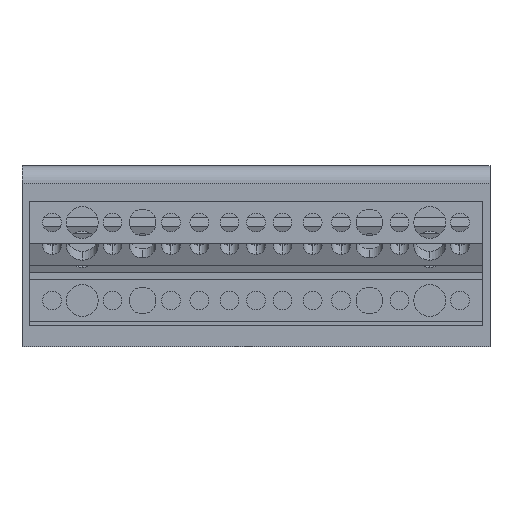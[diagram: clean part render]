
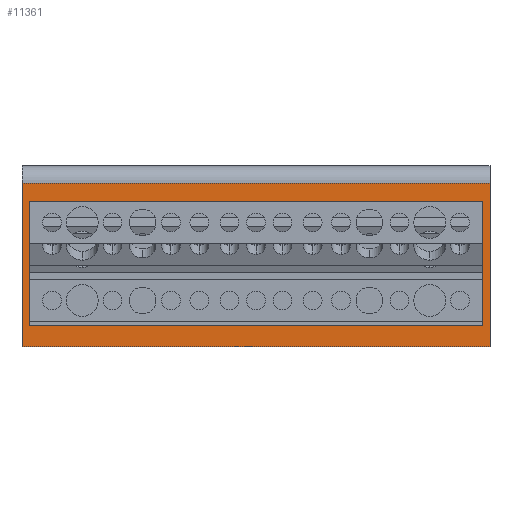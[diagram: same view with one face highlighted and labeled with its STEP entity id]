
A CAD part, front view. The second image highlights one B-rep face of the part: STEP entity #11361.
In plain terms, the highlighted planar face has unit normal (0, -1, 0).
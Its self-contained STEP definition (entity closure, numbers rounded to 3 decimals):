
#113 = DIRECTION ( 'NONE',  ( -1., 0., 0. ) ) ;
#472 = DIRECTION ( 'NONE',  ( 0., 0., 1. ) ) ;
#474 = ORIENTED_EDGE ( 'NONE', *, *, #477, .T. ) ;
#477 = EDGE_CURVE ( 'NONE', #3679, #6493, #10922, .T. ) ;
#496 = CARTESIAN_POINT ( 'NONE',  ( 66., -42.5, 46. ) ) ;
#1210 = DIRECTION ( 'NONE',  ( 0., 0., -1. ) ) ;
#1223 = VERTEX_POINT ( 'NONE', #2542 ) ;
#1591 = VECTOR ( 'NONE', #12676, 1000. ) ;
#1787 = VERTEX_POINT ( 'NONE', #496 ) ;
#2193 = CARTESIAN_POINT ( 'NONE',  ( -66., -42.5, 46. ) ) ;
#2251 = AXIS2_PLACEMENT_3D ( 'NONE', #3107, #11681, #5315 ) ;
#2252 = VERTEX_POINT ( 'NONE', #4583 ) ;
#2371 = ORIENTED_EDGE ( 'NONE', *, *, #9226, .F. ) ;
#2372 = CARTESIAN_POINT ( 'NONE',  ( -64., -42.5, 41. ) ) ;
#2415 = VECTOR ( 'NONE', #2788, 1000. ) ;
#2542 = CARTESIAN_POINT ( 'NONE',  ( 64., -42.5, 6. ) ) ;
#2628 = VERTEX_POINT ( 'NONE', #11992 ) ;
#2670 = EDGE_LOOP ( 'NONE', ( #2371, #7030, #5991, #11296 ) ) ;
#2757 = VECTOR ( 'NONE', #7186, 1000. ) ;
#2788 = DIRECTION ( 'NONE',  ( -1., 0., 0. ) ) ;
#3107 = CARTESIAN_POINT ( 'NONE',  ( 66., -42.5, 0. ) ) ;
#3145 = VECTOR ( 'NONE', #9742, 1000. ) ;
#3168 = VECTOR ( 'NONE', #472, 1000. ) ;
#3215 = ORIENTED_EDGE ( 'NONE', *, *, #7679, .F. ) ;
#3587 = DIRECTION ( 'NONE',  ( 1., 0., 0. ) ) ;
#3679 = VERTEX_POINT ( 'NONE', #2193 ) ;
#3806 = LINE ( 'NONE', #8672, #3145 ) ;
#4041 = VERTEX_POINT ( 'NONE', #2372 ) ;
#4078 = VERTEX_POINT ( 'NONE', #5682 ) ;
#4151 = EDGE_CURVE ( 'NONE', #1223, #4078, #8801, .T. ) ;
#4242 = PLANE ( 'NONE',  #2251 ) ;
#4583 = CARTESIAN_POINT ( 'NONE',  ( -64., -42.5, 6. ) ) ;
#4776 = LINE ( 'NONE', #11605, #1591 ) ;
#4827 = VECTOR ( 'NONE', #3587, 1000. ) ;
#4943 = LINE ( 'NONE', #10237, #2415 ) ;
#5315 = DIRECTION ( 'NONE',  ( 0., 0., 1. ) ) ;
#5682 = CARTESIAN_POINT ( 'NONE',  ( 64., -42.5, 41. ) ) ;
#5778 = CARTESIAN_POINT ( 'NONE',  ( -66., -42.5, 0. ) ) ;
#5991 = ORIENTED_EDGE ( 'NONE', *, *, #7054, .T. ) ;
#6091 = LINE ( 'NONE', #9620, #8232 ) ;
#6314 = VECTOR ( 'NONE', #1210, 1000. ) ;
#6493 = VERTEX_POINT ( 'NONE', #5778 ) ;
#7030 = ORIENTED_EDGE ( 'NONE', *, *, #7705, .F. ) ;
#7054 = EDGE_CURVE ( 'NONE', #4041, #4078, #13329, .T. ) ;
#7186 = DIRECTION ( 'NONE',  ( 0., 0., -1. ) ) ;
#7679 = EDGE_CURVE ( 'NONE', #1787, #2628, #9106, .T. ) ;
#7705 = EDGE_CURVE ( 'NONE', #4041, #2252, #3806, .T. ) ;
#8232 = VECTOR ( 'NONE', #113, 1000. ) ;
#8425 = ORIENTED_EDGE ( 'NONE', *, *, #10652, .F. ) ;
#8672 = CARTESIAN_POINT ( 'NONE',  ( -64., -42.5, 41. ) ) ;
#8801 = LINE ( 'NONE', #10025, #3168 ) ;
#9106 = LINE ( 'NONE', #11815, #6314 ) ;
#9226 = EDGE_CURVE ( 'NONE', #2252, #1223, #4776, .T. ) ;
#9620 = CARTESIAN_POINT ( 'NONE',  ( 66., -42.5, 46. ) ) ;
#9742 = DIRECTION ( 'NONE',  ( 0., 0., -1. ) ) ;
#10025 = CARTESIAN_POINT ( 'NONE',  ( 64., -42.5, 41. ) ) ;
#10237 = CARTESIAN_POINT ( 'NONE',  ( 66., -42.5, 0. ) ) ;
#10652 = EDGE_CURVE ( 'NONE', #2628, #6493, #4943, .T. ) ;
#10832 = EDGE_CURVE ( 'NONE', #1787, #3679, #6091, .T. ) ;
#10842 = EDGE_LOOP ( 'NONE', ( #474, #8425, #3215, #12803 ) ) ;
#10922 = LINE ( 'NONE', #12508, #2757 ) ;
#11296 = ORIENTED_EDGE ( 'NONE', *, *, #4151, .F. ) ;
#11361 = ADVANCED_FACE ( 'NONE', ( #12073, #11754 ), #4242, .F. ) ;
#11605 = CARTESIAN_POINT ( 'NONE',  ( -159.477, -42.5, 6. ) ) ;
#11681 = DIRECTION ( 'NONE',  ( 0., 1., 0. ) ) ;
#11754 = FACE_OUTER_BOUND ( 'NONE', #10842, .T. ) ;
#11815 = CARTESIAN_POINT ( 'NONE',  ( 66., -42.5, 0. ) ) ;
#11992 = CARTESIAN_POINT ( 'NONE',  ( 66., -42.5, 0. ) ) ;
#12073 = FACE_BOUND ( 'NONE', #2670, .T. ) ;
#12113 = CARTESIAN_POINT ( 'NONE',  ( -159.477, -42.5, 41. ) ) ;
#12508 = CARTESIAN_POINT ( 'NONE',  ( -66., -42.5, 0. ) ) ;
#12676 = DIRECTION ( 'NONE',  ( 1., 0., 0. ) ) ;
#12803 = ORIENTED_EDGE ( 'NONE', *, *, #10832, .T. ) ;
#13329 = LINE ( 'NONE', #12113, #4827 ) ;
